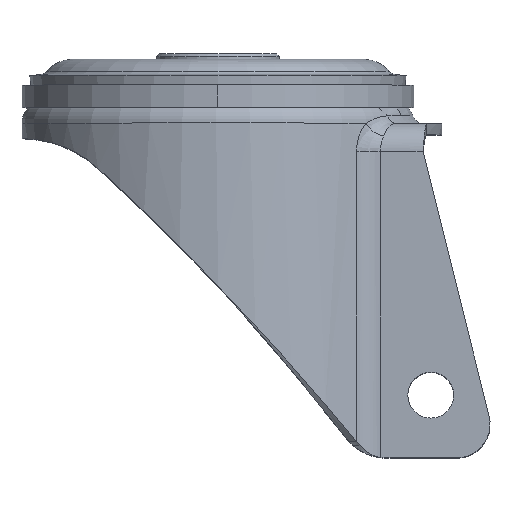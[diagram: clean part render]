
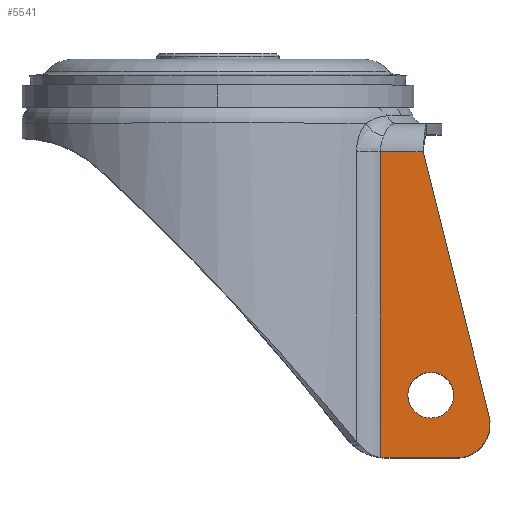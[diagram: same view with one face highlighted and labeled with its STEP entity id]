
A CAD part, top view. The second image highlights one B-rep face of the part: STEP entity #5541.
In plain terms, the highlighted planar face has unit normal (0, 0, 1).
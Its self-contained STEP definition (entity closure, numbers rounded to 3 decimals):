
#179 = DIRECTION ( 'NONE',  ( 0., -1., 0. ) ) ;
#254 = CARTESIAN_POINT ( 'NONE',  ( 36.638, -17.5, 23. ) ) ;
#292 = VERTEX_POINT ( 'NONE', #2108 ) ;
#370 = CIRCLE ( 'NONE', #3187, 6. ) ;
#405 = EDGE_CURVE ( 'NONE', #3532, #6023, #4524, .T. ) ;
#620 = EDGE_CURVE ( 'NONE', #6023, #3532, #6195, .T. ) ;
#665 = EDGE_CURVE ( 'NONE', #4473, #4209, #5905, .T. ) ;
#713 = DIRECTION ( 'NONE',  ( 0.97, 0.242, 0. ) ) ;
#909 = EDGE_CURVE ( 'NONE', #4209, #1447, #2139, .T. ) ;
#999 = DIRECTION ( 'NONE',  ( 0.242, -0.97, 0. ) ) ;
#1001 = VECTOR ( 'NONE', #999, 1000. ) ;
#1098 = CARTESIAN_POINT ( 'NONE',  ( 36.638, -17.5, 23. ) ) ;
#1112 = AXIS2_PLACEMENT_3D ( 'NONE', #6923, #4181, #4219 ) ;
#1130 = EDGE_LOOP ( 'NONE', ( #5941, #3986 ) ) ;
#1430 = CARTESIAN_POINT ( 'NONE',  ( 28.983, -72.113, 23. ) ) ;
#1447 = VERTEX_POINT ( 'NONE', #254 ) ;
#1488 = ORIENTED_EDGE ( 'NONE', *, *, #665, .F. ) ;
#1883 = CARTESIAN_POINT ( 'NONE',  ( 42.597, -66.2, 23. ) ) ;
#1933 = CARTESIAN_POINT ( 'NONE',  ( 114., -12.5, 23. ) ) ;
#2108 = CARTESIAN_POINT ( 'NONE',  ( 30., -72.2, 23. ) ) ;
#2139 = B_SPLINE_CURVE_WITH_KNOTS ( 'NONE', 3,
 ( #3812, #4248, #3734, #1098 ),
 .UNSPECIFIED., .F., .F.,
 ( 4, 4 ),
 ( 0., 1. ),
 .UNSPECIFIED. ) ;
#2360 = CARTESIAN_POINT ( 'NONE',  ( 42.597, -72.2, 23. ) ) ;
#2410 = EDGE_LOOP ( 'NONE', ( #4647, #5219, #2970, #6096, #1488, #4908 ) ) ;
#2464 = EDGE_CURVE ( 'NONE', #292, #4473, #370, .T. ) ;
#2699 = CARTESIAN_POINT ( 'NONE',  ( 42.1, -61., 23. ) ) ;
#2970 = ORIENTED_EDGE ( 'NONE', *, *, #3637, .F. ) ;
#3100 = FACE_BOUND ( 'NONE', #1130, .T. ) ;
#3187 = AXIS2_PLACEMENT_3D ( 'NONE', #6081, #3386, #179 ) ;
#3386 = DIRECTION ( 'NONE',  ( 0., 0., -1. ) ) ;
#3406 = VERTEX_POINT ( 'NONE', #6060 ) ;
#3448 = DIRECTION ( 'NONE',  ( 0., 0., 1. ) ) ;
#3532 = VERTEX_POINT ( 'NONE', #4671 ) ;
#3629 = LINE ( 'NONE', #4287, #1001 ) ;
#3637 = EDGE_CURVE ( 'NONE', #1447, #5922, #3629, .T. ) ;
#3734 = CARTESIAN_POINT ( 'NONE',  ( 34.086, -17.5, 23. ) ) ;
#3812 = CARTESIAN_POINT ( 'NONE',  ( 28.983, -17.5, 23. ) ) ;
#3986 = ORIENTED_EDGE ( 'NONE', *, *, #405, .F. ) ;
#4095 = VECTOR ( 'NONE', #6676, 1000. ) ;
#4103 = CARTESIAN_POINT ( 'NONE',  ( 28.983, -72.113, 23. ) ) ;
#4118 = DIRECTION ( 'NONE',  ( 1., 0., 0. ) ) ;
#4133 = CIRCLE ( 'NONE', #5171, 6. ) ;
#4148 = EDGE_CURVE ( 'NONE', #3406, #292, #5696, .T. ) ;
#4181 = DIRECTION ( 'NONE',  ( 0., 0., 1. ) ) ;
#4209 = VERTEX_POINT ( 'NONE', #5585 ) ;
#4219 = DIRECTION ( 'NONE',  ( -1., 0., 0. ) ) ;
#4248 = CARTESIAN_POINT ( 'NONE',  ( 31.534, -17.5, 23. ) ) ;
#4287 = CARTESIAN_POINT ( 'NONE',  ( 36.638, -17.5, 23. ) ) ;
#4376 = AXIS2_PLACEMENT_3D ( 'NONE', #6667, #3448, #5111 ) ;
#4473 = VERTEX_POINT ( 'NONE', #4103 ) ;
#4524 = CIRCLE ( 'NONE', #1112, 4.1 ) ;
#4571 = DIRECTION ( 'NONE',  ( 0., 0., 1. ) ) ;
#4611 = CARTESIAN_POINT ( 'NONE',  ( 48.419, -64.748, 23. ) ) ;
#4647 = ORIENTED_EDGE ( 'NONE', *, *, #4148, .F. ) ;
#4655 = DIRECTION ( 'NONE',  ( 0., 0., -1. ) ) ;
#4671 = CARTESIAN_POINT ( 'NONE',  ( 33.9, -61., 23. ) ) ;
#4700 = AXIS2_PLACEMENT_3D ( 'NONE', #1933, #4571, #4118 ) ;
#4908 = ORIENTED_EDGE ( 'NONE', *, *, #2464, .F. ) ;
#5111 = DIRECTION ( 'NONE',  ( 1., 0., 0. ) ) ;
#5162 = PLANE ( 'NONE',  #4700 ) ;
#5171 = AXIS2_PLACEMENT_3D ( 'NONE', #1883, #4655, #713 ) ;
#5219 = ORIENTED_EDGE ( 'NONE', *, *, #5291, .F. ) ;
#5291 = EDGE_CURVE ( 'NONE', #5922, #3406, #4133, .T. ) ;
#5301 = CARTESIAN_POINT ( 'NONE',  ( 28.983, -35.704, 23. ) ) ;
#5541 = ADVANCED_FACE ( 'NONE', ( #3100, #6779 ), #5162, .T. ) ;
#5585 = CARTESIAN_POINT ( 'NONE',  ( 28.983, -17.5, 23. ) ) ;
#5696 = LINE ( 'NONE', #2360, #4095 ) ;
#5832 = CARTESIAN_POINT ( 'NONE',  ( 28.983, -53.909, 23. ) ) ;
#5867 = CARTESIAN_POINT ( 'NONE',  ( 28.983, -17.5, 23. ) ) ;
#5905 = B_SPLINE_CURVE_WITH_KNOTS ( 'NONE', 3,
 ( #1430, #5832, #5301, #5867 ),
 .UNSPECIFIED., .F., .F.,
 ( 4, 4 ),
 ( 0., 1. ),
 .UNSPECIFIED. ) ;
#5922 = VERTEX_POINT ( 'NONE', #4611 ) ;
#5941 = ORIENTED_EDGE ( 'NONE', *, *, #620, .F. ) ;
#6023 = VERTEX_POINT ( 'NONE', #2699 ) ;
#6060 = CARTESIAN_POINT ( 'NONE',  ( 42.597, -72.2, 23. ) ) ;
#6081 = CARTESIAN_POINT ( 'NONE',  ( 30., -66.2, 23. ) ) ;
#6096 = ORIENTED_EDGE ( 'NONE', *, *, #909, .F. ) ;
#6195 = CIRCLE ( 'NONE', #4376, 4.1 ) ;
#6667 = CARTESIAN_POINT ( 'NONE',  ( 38., -61., 23. ) ) ;
#6676 = DIRECTION ( 'NONE',  ( -1., 0., 0. ) ) ;
#6779 = FACE_OUTER_BOUND ( 'NONE', #2410, .T. ) ;
#6923 = CARTESIAN_POINT ( 'NONE',  ( 38., -61., 23. ) ) ;
